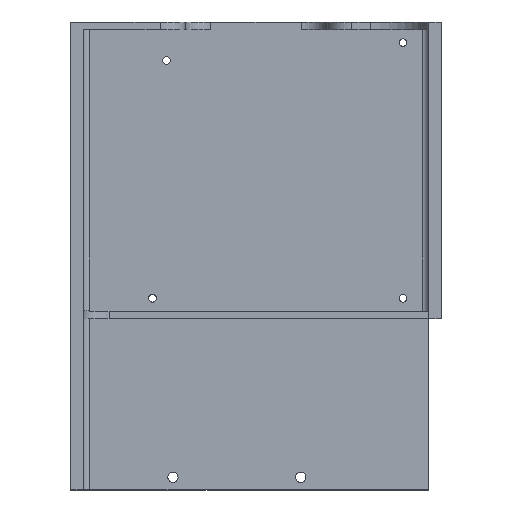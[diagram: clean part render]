
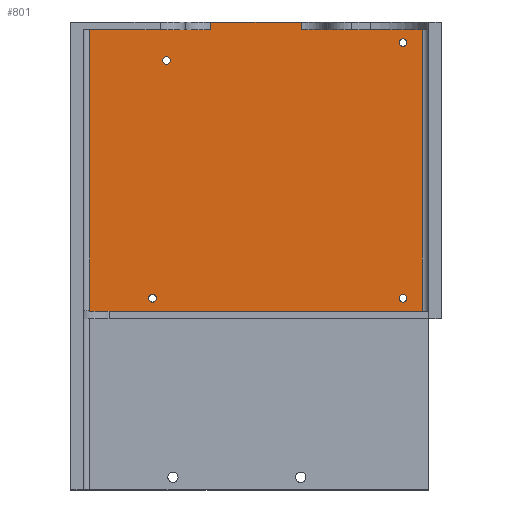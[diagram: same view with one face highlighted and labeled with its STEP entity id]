
A CAD part, top view. The second image highlights one B-rep face of the part: STEP entity #801.
In plain terms, the highlighted planar face has unit normal (0, 0, 1).
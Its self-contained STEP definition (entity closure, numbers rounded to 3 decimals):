
#28=FACE_BOUND('',#131,.T.);
#29=FACE_BOUND('',#132,.T.);
#30=FACE_BOUND('',#133,.T.);
#31=FACE_BOUND('',#134,.T.);
#52=PLANE('',#881);
#77=FACE_OUTER_BOUND('',#130,.T.);
#130=EDGE_LOOP('',(#643,#644,#645,#646,#647,#648,#649,#650));
#131=EDGE_LOOP('',(#651));
#132=EDGE_LOOP('',(#652));
#133=EDGE_LOOP('',(#653));
#134=EDGE_LOOP('',(#654));
#193=LINE('',#1247,#262);
#198=LINE('',#1262,#267);
#201=LINE('',#1276,#270);
#205=LINE('',#1289,#274);
#209=LINE('',#1304,#278);
#210=LINE('',#1306,#279);
#211=LINE('',#1308,#280);
#212=LINE('',#1309,#281);
#262=VECTOR('',#999,10.);
#267=VECTOR('',#1012,10.);
#270=VECTOR('',#1027,10.);
#274=VECTOR('',#1039,10.);
#278=VECTOR('',#1057,10.);
#279=VECTOR('',#1058,10.);
#280=VECTOR('',#1059,10.);
#281=VECTOR('',#1060,10.);
#329=CIRCLE('',#882,1.5);
#330=CIRCLE('',#883,1.5);
#331=CIRCLE('',#884,1.5);
#332=CIRCLE('',#885,1.5);
#378=VERTEX_POINT('',#1243);
#380=VERTEX_POINT('',#1246);
#386=VERTEX_POINT('',#1260);
#390=VERTEX_POINT('',#1273);
#396=VERTEX_POINT('',#1287);
#400=VERTEX_POINT('',#1303);
#401=VERTEX_POINT('',#1305);
#402=VERTEX_POINT('',#1307);
#403=VERTEX_POINT('',#1310);
#404=VERTEX_POINT('',#1312);
#405=VERTEX_POINT('',#1314);
#406=VERTEX_POINT('',#1316);
#463=EDGE_CURVE('',#378,#380,#193,.T.);
#471=EDGE_CURVE('',#378,#386,#198,.T.);
#478=EDGE_CURVE('',#390,#386,#201,.T.);
#485=EDGE_CURVE('',#390,#396,#205,.T.);
#492=EDGE_CURVE('',#400,#396,#209,.T.);
#493=EDGE_CURVE('',#400,#401,#210,.F.);
#494=EDGE_CURVE('',#402,#401,#211,.T.);
#495=EDGE_CURVE('',#402,#380,#212,.T.);
#496=EDGE_CURVE('',#403,#403,#329,.T.);
#497=EDGE_CURVE('',#404,#404,#330,.T.);
#498=EDGE_CURVE('',#405,#405,#331,.T.);
#499=EDGE_CURVE('',#406,#406,#332,.T.);
#643=ORIENTED_EDGE('',*,*,#463,.F.);
#644=ORIENTED_EDGE('',*,*,#471,.T.);
#645=ORIENTED_EDGE('',*,*,#478,.F.);
#646=ORIENTED_EDGE('',*,*,#485,.T.);
#647=ORIENTED_EDGE('',*,*,#492,.F.);
#648=ORIENTED_EDGE('',*,*,#493,.T.);
#649=ORIENTED_EDGE('',*,*,#494,.F.);
#650=ORIENTED_EDGE('',*,*,#495,.T.);
#651=ORIENTED_EDGE('',*,*,#496,.T.);
#652=ORIENTED_EDGE('',*,*,#497,.T.);
#653=ORIENTED_EDGE('',*,*,#498,.T.);
#654=ORIENTED_EDGE('',*,*,#499,.T.);
#801=ADVANCED_FACE('',(#77,#28,#29,#30,#31),#52,.T.);
#881=AXIS2_PLACEMENT_3D('',#1302,#1055,#1056);
#882=AXIS2_PLACEMENT_3D('',#1311,#1061,#1062);
#883=AXIS2_PLACEMENT_3D('',#1313,#1063,#1064);
#884=AXIS2_PLACEMENT_3D('',#1315,#1065,#1066);
#885=AXIS2_PLACEMENT_3D('',#1317,#1067,#1068);
#999=DIRECTION('',(0.,1.,0.));
#1012=DIRECTION('',(1.,0.,0.));
#1027=DIRECTION('',(0.,-1.,0.));
#1039=DIRECTION('',(-1.,0.,0.));
#1055=DIRECTION('center_axis',(0.,0.,1.));
#1056=DIRECTION('ref_axis',(1.,0.,0.));
#1057=DIRECTION('',(0.,-1.,0.));
#1058=DIRECTION('',(1.,0.,0.));
#1059=DIRECTION('',(0.,1.,0.));
#1060=DIRECTION('',(-1.,0.,0.));
#1061=DIRECTION('center_axis',(0.,0.,-1.));
#1062=DIRECTION('ref_axis',(1.,0.,0.));
#1063=DIRECTION('center_axis',(0.,0.,-1.));
#1064=DIRECTION('ref_axis',(1.,0.,0.));
#1065=DIRECTION('center_axis',(0.,0.,-1.));
#1066=DIRECTION('ref_axis',(1.,0.,0.));
#1067=DIRECTION('center_axis',(0.,0.,-1.));
#1068=DIRECTION('ref_axis',(1.,0.,0.));
#1243=CARTESIAN_POINT('',(-60.,-55.,3.));
#1246=CARTESIAN_POINT('',(-60.,55.,3.));
#1247=CARTESIAN_POINT('',(-60.,-27.5,3.));
#1260=CARTESIAN_POINT('',(70.,-55.,3.));
#1262=CARTESIAN_POINT('',(38.75,-55.,3.));
#1273=CARTESIAN_POINT('',(70.,55.,3.));
#1276=CARTESIAN_POINT('',(70.,27.5,3.));
#1287=CARTESIAN_POINT('',(22.726,55.,3.));
#1289=CARTESIAN_POINT('',(18.75,55.,3.));
#1302=CARTESIAN_POINT('Origin',(5.,0.,3.));
#1303=CARTESIAN_POINT('',(22.726,58.,3.));
#1304=CARTESIAN_POINT('',(22.726,57.25,3.));
#1305=CARTESIAN_POINT('',(-12.726,58.,3.));
#1306=CARTESIAN_POINT('',(41.25,58.,3.));
#1307=CARTESIAN_POINT('',(-12.726,55.,3.));
#1308=CARTESIAN_POINT('',(-12.726,27.5,3.));
#1309=CARTESIAN_POINT('',(-28.75,55.,3.));
#1310=CARTESIAN_POINT('',(-37.,-50.,3.));
#1311=CARTESIAN_POINT('Origin',(-35.5,-50.,3.));
#1312=CARTESIAN_POINT('',(-31.5,43.,3.));
#1313=CARTESIAN_POINT('Origin',(-30.,43.,3.));
#1314=CARTESIAN_POINT('',(61.,-50.,3.));
#1315=CARTESIAN_POINT('Origin',(62.5,-50.,3.));
#1316=CARTESIAN_POINT('',(61.,50.,3.));
#1317=CARTESIAN_POINT('Origin',(62.5,50.,3.));
